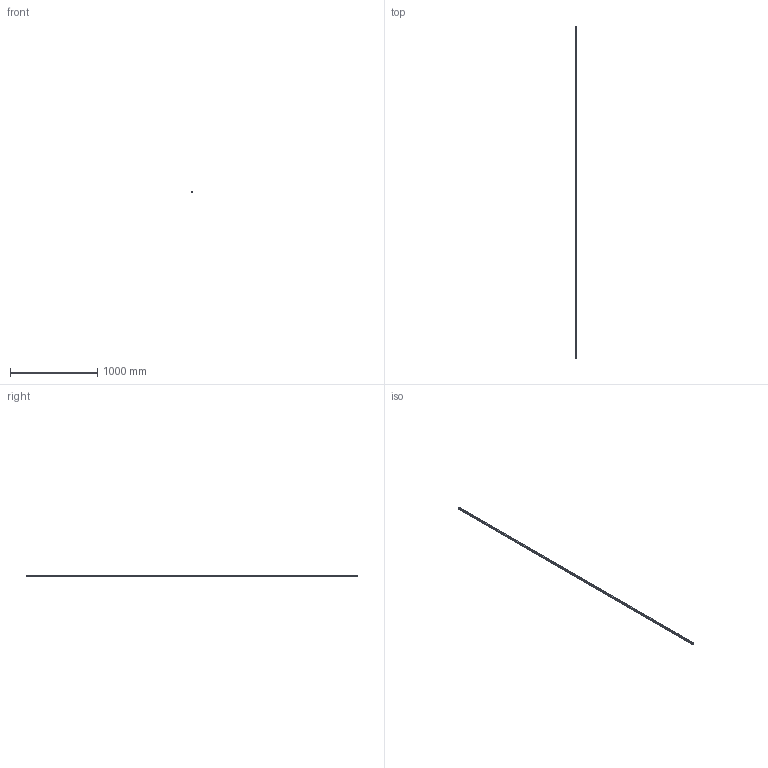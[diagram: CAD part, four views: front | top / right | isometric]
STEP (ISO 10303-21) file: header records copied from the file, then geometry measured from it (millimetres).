
FILE_DESCRIPTION(('STEP AP214'),'1');
FILE_NAME('cctmp_65F86661-0F6E-48AA-8E15-978E76E99C85_2020_5_18_14_44_59_434..stp','2020-05-18T12:44:59',('HIWIN GmbH'),('CADClick - www.CADClick.com'),'Spatial InterOp 3D',' ','unknown authorization');
FILE_SCHEMA(('AUTOMOTIVE_DESIGN'));
Length unit declared in the file: millimetre
Products named in the file (1): HGR20R3810H_FILE
Bounding box: 20 x 3810 x 17.5 mm (x, y, z)
Volume: 1088842.5 mm3; surface area: 323154.1 mm2
Topology: 1 solids, 1 shells, 683 faces, 1455 edges, 970 vertices
Faces by surface type: cylinder 406, plane 277
Entity records: 24289 total; most frequent: DIRECTION 3635, CARTESIAN_POINT 3109, ORIENTED_EDGE 2910, AXIS2_PLACEMENT_3D 1496, EDGE_CURVE 1455, VERTEX_POINT 970, EDGE_LOOP 879, CIRCLE 812
